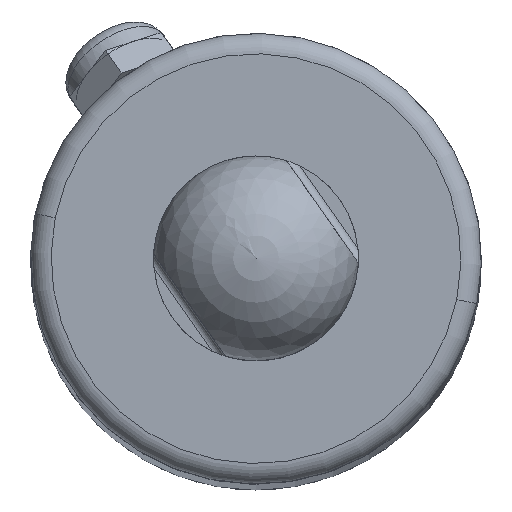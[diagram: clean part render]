
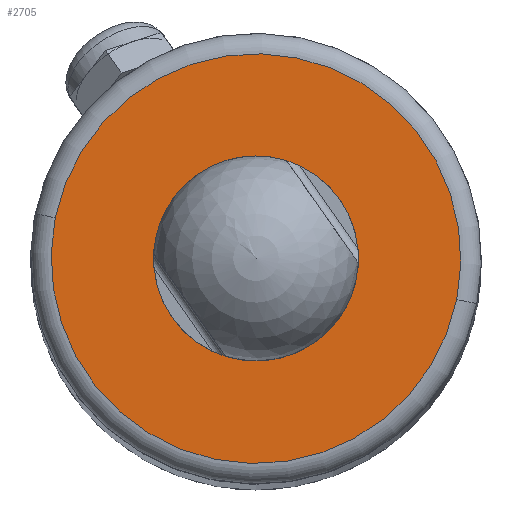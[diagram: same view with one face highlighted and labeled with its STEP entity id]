
A CAD part, top view. The second image highlights one B-rep face of the part: STEP entity #2705.
In plain terms, the highlighted planar face has unit normal (0, 0, 1).
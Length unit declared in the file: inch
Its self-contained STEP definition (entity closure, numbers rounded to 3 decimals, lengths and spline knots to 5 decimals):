
#11 = DIRECTION ( 'NONE',  ( 0.98, -0.2, 0. ) ) ;
#148 = ORIENTED_EDGE ( 'NONE', *, *, #3947, .T. ) ;
#552 = EDGE_CURVE ( 'NONE', #2426, #1254, #5133, .T. ) ;
#553 = CARTESIAN_POINT ( 'NONE',  ( 0.17745, 0.26741, 7.79555 ) ) ;
#1039 = CIRCLE ( 'NONE', #1160, 0.98425 ) ;
#1160 = AXIS2_PLACEMENT_3D ( 'NONE', #5293, #4430, #11 ) ;
#1254 = VERTEX_POINT ( 'NONE', #4004 ) ;
#1276 = AXIS2_PLACEMENT_3D ( 'NONE', #553, #5037, #5007 ) ;
#2045 = CARTESIAN_POINT ( 'NONE',  ( 0.17745, 0.26741, 7.79555 ) ) ;
#2426 = VERTEX_POINT ( 'NONE', #3485 ) ;
#2439 = PLANE ( 'NONE',  #2662 ) ;
#2558 = ORIENTED_EDGE ( 'NONE', *, *, #552, .T. ) ;
#2662 = AXIS2_PLACEMENT_3D ( 'NONE', #2045, #3819, #2961 ) ;
#2705 = ADVANCED_FACE ( 'NONE', ( #3715 ), #2439, .T. ) ;
#2961 = DIRECTION ( 'NONE',  ( 0.98, -0.2, 0. ) ) ;
#3485 = CARTESIAN_POINT ( 'NONE',  ( -0.78699, 0.4639, 7.79555 ) ) ;
#3715 = FACE_OUTER_BOUND ( 'NONE', #5498, .T. ) ;
#3819 = DIRECTION ( 'NONE',  ( 0., 0., 1. ) ) ;
#3947 = EDGE_CURVE ( 'NONE', #1254, #2426, #1039, .T. ) ;
#4004 = CARTESIAN_POINT ( 'NONE',  ( 1.14189, 0.07093, 7.79555 ) ) ;
#4430 = DIRECTION ( 'NONE',  ( 0., 0., 1. ) ) ;
#5007 = DIRECTION ( 'NONE',  ( 0.98, -0.2, 0. ) ) ;
#5037 = DIRECTION ( 'NONE',  ( 0., 0., 1. ) ) ;
#5133 = CIRCLE ( 'NONE', #1276, 0.98425 ) ;
#5293 = CARTESIAN_POINT ( 'NONE',  ( 0.17745, 0.26741, 7.79555 ) ) ;
#5498 = EDGE_LOOP ( 'NONE', ( #148, #2558 ) ) ;
